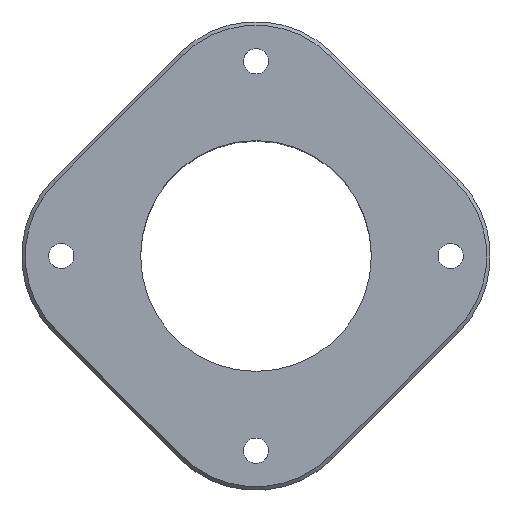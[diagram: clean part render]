
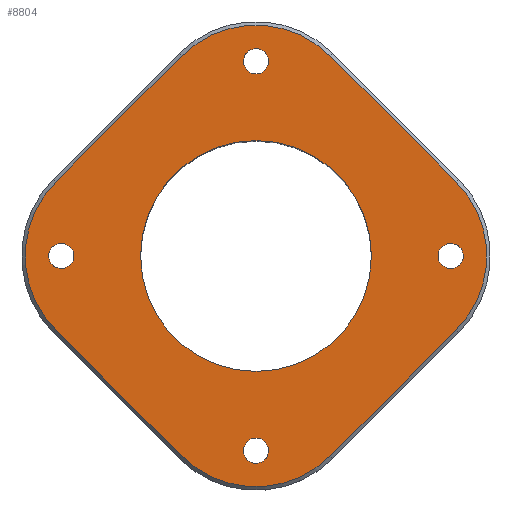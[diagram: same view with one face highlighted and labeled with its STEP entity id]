
A CAD part, top view. The second image highlights one B-rep face of the part: STEP entity #8804.
In plain terms, the highlighted planar face has unit normal (0, 0, 1).
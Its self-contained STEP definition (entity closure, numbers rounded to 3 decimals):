
#1419=AXIS2_PLACEMENT_3D('Circle Axis2P3D',#1417,#1418,$) ;
#1481=AXIS2_PLACEMENT_3D('Circle Axis2P3D',#1479,#1480,$) ;
#1543=AXIS2_PLACEMENT_3D('Circle Axis2P3D',#1541,#1542,$) ;
#1596=AXIS2_PLACEMENT_3D('Circle Axis2P3D',#1594,#1595,$) ;
#8368=AXIS2_PLACEMENT_3D('Circle Axis2P3D',#8366,#8367,$) ;
#8417=AXIS2_PLACEMENT_3D('Circle Axis2P3D',#8415,#8416,$) ;
#8466=AXIS2_PLACEMENT_3D('Circle Axis2P3D',#8464,#8465,$) ;
#8515=AXIS2_PLACEMENT_3D('Circle Axis2P3D',#8513,#8514,$) ;
#8758=AXIS2_PLACEMENT_3D('Plane Axis2P3D',#8755,#8756,#8757) ;
#8788=AXIS2_PLACEMENT_3D('Circle Axis2P3D',#8786,#8787,$) ;
#8797=AXIS2_PLACEMENT_3D('Circle Axis2P3D',#8795,#8796,$) ;
#1374=CARTESIAN_POINT('Vertex',(10.253,27.753,52.6)) ;
#1377=CARTESIAN_POINT('Line Origine',(19.003,19.003,52.6)) ;
#1381=CARTESIAN_POINT('Vertex',(27.753,10.253,52.6)) ;
#1414=CARTESIAN_POINT('Vertex',(-10.253,27.753,52.6)) ;
#1417=CARTESIAN_POINT('Axis2P3D Location',(0.,17.5,52.6)) ;
#1445=CARTESIAN_POINT('Vertex',(-27.753,10.253,52.6)) ;
#1448=CARTESIAN_POINT('Line Origine',(-19.003,19.003,52.6)) ;
#1476=CARTESIAN_POINT('Vertex',(-27.753,-10.253,52.6)) ;
#1479=CARTESIAN_POINT('Axis2P3D Location',(-17.5,0.,52.6)) ;
#1507=CARTESIAN_POINT('Vertex',(-10.253,-27.753,52.6)) ;
#1510=CARTESIAN_POINT('Line Origine',(-19.003,-19.003,52.6)) ;
#1538=CARTESIAN_POINT('Vertex',(10.253,-27.753,52.6)) ;
#1541=CARTESIAN_POINT('Axis2P3D Location',(0.,-17.5,52.6)) ;
#1569=CARTESIAN_POINT('Vertex',(27.753,-10.253,52.6)) ;
#1572=CARTESIAN_POINT('Line Origine',(19.003,-19.003,52.6)) ;
#1594=CARTESIAN_POINT('Axis2P3D Location',(17.5,0.,52.6)) ;
#8335=CARTESIAN_POINT('Control Point',(-27.,-1.75,52.6)) ;
#8336=CARTESIAN_POINT('Control Point',(-27.55,-1.75,52.6)) ;
#8337=CARTESIAN_POINT('Control Point',(-28.1,-1.534,52.6)) ;
#8338=CARTESIAN_POINT('Control Point',(-28.534,-1.1,52.6)) ;
#8339=CARTESIAN_POINT('Control Point',(-28.966,0.,52.6)) ;
#8340=CARTESIAN_POINT('Control Point',(-28.534,1.1,52.6)) ;
#8341=CARTESIAN_POINT('Control Point',(-28.1,1.534,52.6)) ;
#8342=CARTESIAN_POINT('Control Point',(-27.55,1.75,52.6)) ;
#8343=CARTESIAN_POINT('Control Point',(-27.,1.75,52.6)) ;
#8344=CARTESIAN_POINT('Vertex',(-27.,-1.75,52.6)) ;
#8346=CARTESIAN_POINT('Vertex',(-27.,1.75,52.6)) ;
#8366=CARTESIAN_POINT('Axis2P3D Location',(-27.,0.,52.6)) ;
#8384=CARTESIAN_POINT('Control Point',(-1.75,27.,52.6)) ;
#8385=CARTESIAN_POINT('Control Point',(-1.75,27.55,52.6)) ;
#8386=CARTESIAN_POINT('Control Point',(-1.534,28.1,52.6)) ;
#8387=CARTESIAN_POINT('Control Point',(-1.1,28.534,52.6)) ;
#8388=CARTESIAN_POINT('Control Point',(0.,28.966,52.6)) ;
#8389=CARTESIAN_POINT('Control Point',(1.1,28.534,52.6)) ;
#8390=CARTESIAN_POINT('Control Point',(1.534,28.1,52.6)) ;
#8391=CARTESIAN_POINT('Control Point',(1.75,27.55,52.6)) ;
#8392=CARTESIAN_POINT('Control Point',(1.75,27.,52.6)) ;
#8393=CARTESIAN_POINT('Vertex',(-1.75,27.,52.6)) ;
#8395=CARTESIAN_POINT('Vertex',(1.75,27.,52.6)) ;
#8415=CARTESIAN_POINT('Axis2P3D Location',(0.,27.,52.6)) ;
#8433=CARTESIAN_POINT('Control Point',(27.,1.75,52.6)) ;
#8434=CARTESIAN_POINT('Control Point',(27.55,1.75,52.6)) ;
#8435=CARTESIAN_POINT('Control Point',(28.1,1.534,52.6)) ;
#8436=CARTESIAN_POINT('Control Point',(28.534,1.1,52.6)) ;
#8437=CARTESIAN_POINT('Control Point',(28.966,0.,52.6)) ;
#8438=CARTESIAN_POINT('Control Point',(28.534,-1.1,52.6)) ;
#8439=CARTESIAN_POINT('Control Point',(28.1,-1.534,52.6)) ;
#8440=CARTESIAN_POINT('Control Point',(27.55,-1.75,52.6)) ;
#8441=CARTESIAN_POINT('Control Point',(27.,-1.75,52.6)) ;
#8442=CARTESIAN_POINT('Vertex',(27.,1.75,52.6)) ;
#8444=CARTESIAN_POINT('Vertex',(27.,-1.75,52.6)) ;
#8464=CARTESIAN_POINT('Axis2P3D Location',(27.,0.,52.6)) ;
#8482=CARTESIAN_POINT('Control Point',(1.75,-27.,52.6)) ;
#8483=CARTESIAN_POINT('Control Point',(1.75,-27.55,52.6)) ;
#8484=CARTESIAN_POINT('Control Point',(1.534,-28.1,52.6)) ;
#8485=CARTESIAN_POINT('Control Point',(1.1,-28.534,52.6)) ;
#8486=CARTESIAN_POINT('Control Point',(0.,-28.966,52.6)) ;
#8487=CARTESIAN_POINT('Control Point',(-1.1,-28.534,52.6)) ;
#8488=CARTESIAN_POINT('Control Point',(-1.534,-28.1,52.6)) ;
#8489=CARTESIAN_POINT('Control Point',(-1.75,-27.55,52.6)) ;
#8490=CARTESIAN_POINT('Control Point',(-1.75,-27.,52.6)) ;
#8491=CARTESIAN_POINT('Vertex',(1.75,-27.,52.6)) ;
#8493=CARTESIAN_POINT('Vertex',(-1.75,-27.,52.6)) ;
#8513=CARTESIAN_POINT('Axis2P3D Location',(0.,-27.,52.6)) ;
#8755=CARTESIAN_POINT('Axis2P3D Location',(0.,-23.851,52.6)) ;
#8786=CARTESIAN_POINT('Axis2P3D Location',(0.,0.,52.6)) ;
#8790=CARTESIAN_POINT('Vertex',(-16.,0.,52.6)) ;
#8792=CARTESIAN_POINT('Vertex',(16.,0.,52.6)) ;
#8795=CARTESIAN_POINT('Axis2P3D Location',(0.,0.,52.6)) ;
#1378=DIRECTION('Vector Direction',(0.707,-0.707,0.)) ;
#1418=DIRECTION('Axis2P3D Direction',(0.,0.,-1.)) ;
#1449=DIRECTION('Vector Direction',(0.707,0.707,0.)) ;
#1480=DIRECTION('Axis2P3D Direction',(-0.,0.,-1.)) ;
#1511=DIRECTION('Vector Direction',(-0.707,0.707,0.)) ;
#1542=DIRECTION('Axis2P3D Direction',(0.,-0.,-1.)) ;
#1573=DIRECTION('Vector Direction',(-0.707,-0.707,0.)) ;
#1595=DIRECTION('Axis2P3D Direction',(0.,-0.,-1.)) ;
#8367=DIRECTION('Axis2P3D Direction',(0.,0.,-1.)) ;
#8416=DIRECTION('Axis2P3D Direction',(0.,-0.,-1.)) ;
#8465=DIRECTION('Axis2P3D Direction',(-0.,0.,-1.)) ;
#8514=DIRECTION('Axis2P3D Direction',(-0.,0.,-1.)) ;
#8756=DIRECTION('Axis2P3D Direction',(0.,0.,1.)) ;
#8757=DIRECTION('Axis2P3D XDirection',(1.,0.,0.)) ;
#8787=DIRECTION('Axis2P3D Direction',(0.,0.,1.)) ;
#8796=DIRECTION('Axis2P3D Direction',(0.,0.,1.)) ;
#1379=VECTOR('Line Direction',#1378,1.) ;
#1450=VECTOR('Line Direction',#1449,1.) ;
#1512=VECTOR('Line Direction',#1511,1.) ;
#1574=VECTOR('Line Direction',#1573,1.) ;
#8761=ORIENTED_EDGE('',*,*,#1383,.F.) ;
#8762=ORIENTED_EDGE('',*,*,#1421,.F.) ;
#8763=ORIENTED_EDGE('',*,*,#1452,.F.) ;
#8764=ORIENTED_EDGE('',*,*,#1483,.F.) ;
#8765=ORIENTED_EDGE('',*,*,#1514,.F.) ;
#8766=ORIENTED_EDGE('',*,*,#1545,.F.) ;
#8767=ORIENTED_EDGE('',*,*,#1576,.F.) ;
#8768=ORIENTED_EDGE('',*,*,#1598,.F.) ;
#8771=ORIENTED_EDGE('',*,*,#8517,.T.) ;
#8772=ORIENTED_EDGE('',*,*,#8495,.T.) ;
#8775=ORIENTED_EDGE('',*,*,#8468,.T.) ;
#8776=ORIENTED_EDGE('',*,*,#8446,.T.) ;
#8779=ORIENTED_EDGE('',*,*,#8419,.T.) ;
#8780=ORIENTED_EDGE('',*,*,#8397,.T.) ;
#8783=ORIENTED_EDGE('',*,*,#8370,.T.) ;
#8784=ORIENTED_EDGE('',*,*,#8348,.T.) ;
#8801=ORIENTED_EDGE('',*,*,#8794,.F.) ;
#8802=ORIENTED_EDGE('',*,*,#8799,.F.) ;
#8773=FACE_BOUND('',#8770,.T.) ;
#8777=FACE_BOUND('',#8774,.T.) ;
#8781=FACE_BOUND('',#8778,.T.) ;
#8785=FACE_BOUND('',#8782,.T.) ;
#8803=FACE_BOUND('',#8800,.T.) ;
#8804=ADVANCED_FACE('PartBody',(#8769,#8773,#8777,#8781,#8785,#8803),#8759,.T.) ;
#8334=B_SPLINE_CURVE_WITH_KNOTS('',5,(#8335,#8336,#8337,#8338,#8339,#8340,#8341,#8342,#8343),.UNSPECIFIED.,.F.,.U.,(6,3,6),(-2.749,0.,2.749),.UNSPECIFIED.) ;
#8383=B_SPLINE_CURVE_WITH_KNOTS('',5,(#8384,#8385,#8386,#8387,#8388,#8389,#8390,#8391,#8392),.UNSPECIFIED.,.F.,.U.,(6,3,6),(-2.749,0.,2.749),.UNSPECIFIED.) ;
#8432=B_SPLINE_CURVE_WITH_KNOTS('',5,(#8433,#8434,#8435,#8436,#8437,#8438,#8439,#8440,#8441),.UNSPECIFIED.,.F.,.U.,(6,3,6),(-2.749,0.,2.749),.UNSPECIFIED.) ;
#8481=B_SPLINE_CURVE_WITH_KNOTS('',5,(#8482,#8483,#8484,#8485,#8486,#8487,#8488,#8489,#8490),.UNSPECIFIED.,.F.,.U.,(6,3,6),(-2.749,0.,2.749),.UNSPECIFIED.) ;
#1420=CIRCLE('generated circle',#1419,14.5) ;
#1482=CIRCLE('generated circle',#1481,14.5) ;
#1544=CIRCLE('generated circle',#1543,14.5) ;
#1597=CIRCLE('generated circle',#1596,14.5) ;
#8369=CIRCLE('generated circle',#8368,1.75) ;
#8418=CIRCLE('generated circle',#8417,1.75) ;
#8467=CIRCLE('generated circle',#8466,1.75) ;
#8516=CIRCLE('generated circle',#8515,1.75) ;
#8789=CIRCLE('generated circle',#8788,16.) ;
#8798=CIRCLE('generated circle',#8797,16.) ;
#1383=EDGE_CURVE('',#1375,#1382,#1380,.T.) ;
#1421=EDGE_CURVE('',#1415,#1375,#1420,.T.) ;
#1452=EDGE_CURVE('',#1446,#1415,#1451,.T.) ;
#1483=EDGE_CURVE('',#1477,#1446,#1482,.T.) ;
#1514=EDGE_CURVE('',#1508,#1477,#1513,.T.) ;
#1545=EDGE_CURVE('',#1539,#1508,#1544,.T.) ;
#1576=EDGE_CURVE('',#1570,#1539,#1575,.T.) ;
#1598=EDGE_CURVE('',#1382,#1570,#1597,.T.) ;
#8348=EDGE_CURVE('',#8345,#8347,#8334,.T.) ;
#8370=EDGE_CURVE('',#8347,#8345,#8369,.T.) ;
#8397=EDGE_CURVE('',#8394,#8396,#8383,.T.) ;
#8419=EDGE_CURVE('',#8396,#8394,#8418,.T.) ;
#8446=EDGE_CURVE('',#8443,#8445,#8432,.T.) ;
#8468=EDGE_CURVE('',#8445,#8443,#8467,.T.) ;
#8495=EDGE_CURVE('',#8492,#8494,#8481,.T.) ;
#8517=EDGE_CURVE('',#8494,#8492,#8516,.T.) ;
#8794=EDGE_CURVE('',#8791,#8793,#8789,.T.) ;
#8799=EDGE_CURVE('',#8793,#8791,#8798,.T.) ;
#8760=EDGE_LOOP('',(#8761,#8762,#8763,#8764,#8765,#8766,#8767,#8768)) ;
#8770=EDGE_LOOP('',(#8771,#8772)) ;
#8774=EDGE_LOOP('',(#8775,#8776)) ;
#8778=EDGE_LOOP('',(#8779,#8780)) ;
#8782=EDGE_LOOP('',(#8783,#8784)) ;
#8800=EDGE_LOOP('',(#8801,#8802)) ;
#8769=FACE_OUTER_BOUND('',#8760,.T.) ;
#1380=LINE('Line',#1377,#1379) ;
#1451=LINE('Line',#1448,#1450) ;
#1513=LINE('Line',#1510,#1512) ;
#1575=LINE('Line',#1572,#1574) ;
#8759=PLANE('',#8758) ;
#1375=VERTEX_POINT('',#1374) ;
#1382=VERTEX_POINT('',#1381) ;
#1415=VERTEX_POINT('',#1414) ;
#1446=VERTEX_POINT('',#1445) ;
#1477=VERTEX_POINT('',#1476) ;
#1508=VERTEX_POINT('',#1507) ;
#1539=VERTEX_POINT('',#1538) ;
#1570=VERTEX_POINT('',#1569) ;
#8345=VERTEX_POINT('',#8344) ;
#8347=VERTEX_POINT('',#8346) ;
#8394=VERTEX_POINT('',#8393) ;
#8396=VERTEX_POINT('',#8395) ;
#8443=VERTEX_POINT('',#8442) ;
#8445=VERTEX_POINT('',#8444) ;
#8492=VERTEX_POINT('',#8491) ;
#8494=VERTEX_POINT('',#8493) ;
#8791=VERTEX_POINT('',#8790) ;
#8793=VERTEX_POINT('',#8792) ;
